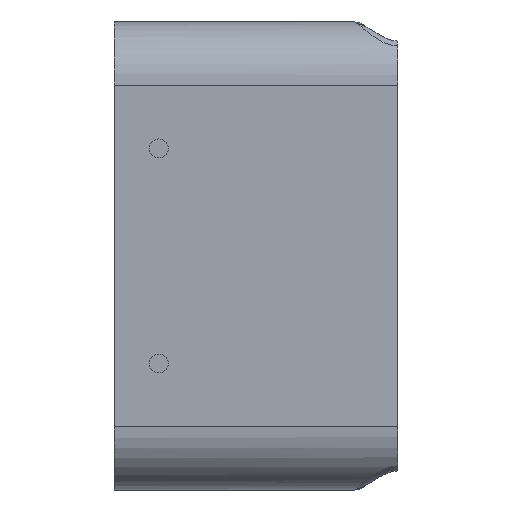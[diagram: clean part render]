
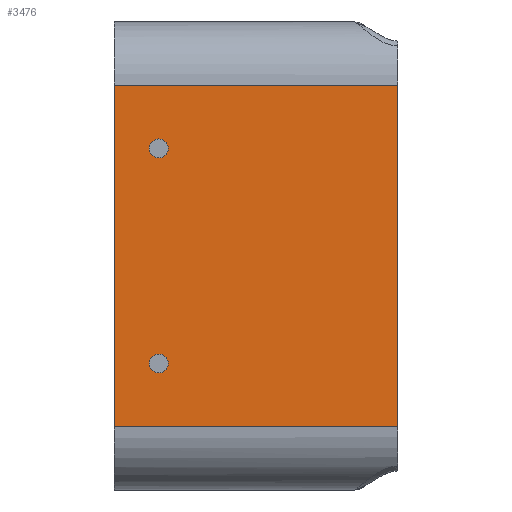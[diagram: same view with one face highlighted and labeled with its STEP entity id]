
A CAD part, left-side view. The second image highlights one B-rep face of the part: STEP entity #3476.
In plain terms, the highlighted planar face has unit normal (-1, 0, 0).
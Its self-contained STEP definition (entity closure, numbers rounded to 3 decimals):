
#121=FACE_BOUND('',#551,.T.);
#122=FACE_BOUND('',#552,.T.);
#135=CIRCLE('',#3542,1.5);
#137=CIRCLE('',#3545,1.5);
#358=FACE_OUTER_BOUND('',#550,.T.);
#550=EDGE_LOOP('',(#3118,#3119,#3120,#3121));
#551=EDGE_LOOP('',(#3122));
#552=EDGE_LOOP('',(#3123));
#788=LINE('',#5338,#1179);
#940=LINE('',#5928,#1331);
#945=LINE('',#6092,#1336);
#953=LINE('',#6113,#1344);
#1179=VECTOR('',#4198,10.);
#1331=VECTOR('',#4566,10.);
#1336=VECTOR('',#4599,10.);
#1344=VECTOR('',#4631,10.);
#1405=VERTEX_POINT('',#4821);
#1407=VERTEX_POINT('',#4827);
#1544=VERTEX_POINT('',#5335);
#1545=VERTEX_POINT('',#5337);
#1667=VERTEX_POINT('',#5925);
#1668=VERTEX_POINT('',#5927);
#1750=EDGE_CURVE('',#1405,#1405,#135,.T.);
#1753=EDGE_CURVE('',#1407,#1407,#137,.T.);
#1936=EDGE_CURVE('',#1544,#1545,#788,.T.);
#2143=EDGE_CURVE('',#1667,#1668,#940,.T.);
#2160=EDGE_CURVE('',#1668,#1544,#945,.T.);
#2169=EDGE_CURVE('',#1545,#1667,#953,.T.);
#3118=ORIENTED_EDGE('',*,*,#2169,.F.);
#3119=ORIENTED_EDGE('',*,*,#1936,.F.);
#3120=ORIENTED_EDGE('',*,*,#2160,.F.);
#3121=ORIENTED_EDGE('',*,*,#2143,.F.);
#3122=ORIENTED_EDGE('',*,*,#1750,.T.);
#3123=ORIENTED_EDGE('',*,*,#1753,.T.);
#3305=PLANE('',#3753);
#3476=ADVANCED_FACE('',(#358,#121,#122),#3305,.T.);
#3542=AXIS2_PLACEMENT_3D('',#4822,#3893,#3894);
#3545=AXIS2_PLACEMENT_3D('',#4828,#3900,#3901);
#3753=AXIS2_PLACEMENT_3D('',#6114,#4632,#4633);
#3893=DIRECTION('center_axis',(1.,0.,0.));
#3894=DIRECTION('ref_axis',(0.,0.,-1.));
#3900=DIRECTION('center_axis',(1.,0.,0.));
#3901=DIRECTION('ref_axis',(0.,0.,-1.));
#4198=DIRECTION('',(0.,0.,1.));
#4566=DIRECTION('',(0.,0.,-1.));
#4599=DIRECTION('',(0.,1.,0.));
#4631=DIRECTION('',(0.,-1.,0.));
#4632=DIRECTION('center_axis',(-1.,0.,0.));
#4633=DIRECTION('ref_axis',(0.,0.,1.));
#4821=CARTESIAN_POINT('',(-125.,33.,-52.5));
#4822=CARTESIAN_POINT('Origin',(-125.,33.,-54.));
#4827=CARTESIAN_POINT('',(-125.,33.,-18.5));
#4828=CARTESIAN_POINT('Origin',(-125.,33.,-20.));
#5335=CARTESIAN_POINT('',(-125.,40.,-64.));
#5337=CARTESIAN_POINT('',(-125.,40.,-10.));
#5338=CARTESIAN_POINT('',(-125.,40.,-10.));
#5925=CARTESIAN_POINT('',(-125.,-4.75,-10.));
#5927=CARTESIAN_POINT('',(-125.,-4.75,-64.));
#5928=CARTESIAN_POINT('',(-125.,-4.75,0.));
#6092=CARTESIAN_POINT('',(-125.,0.,-64.));
#6113=CARTESIAN_POINT('',(-125.,0.,-10.));
#6114=CARTESIAN_POINT('Origin',(-125.,0.,-74.));
